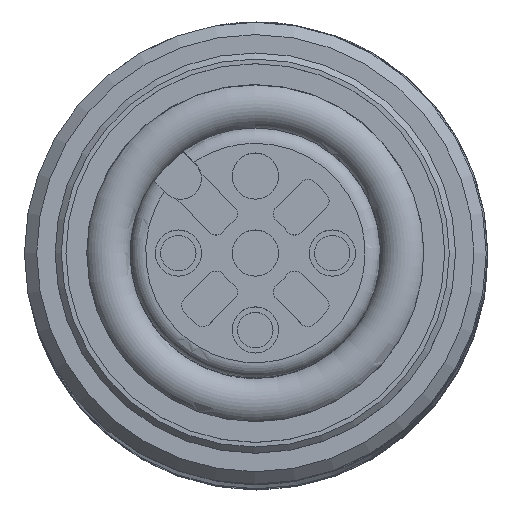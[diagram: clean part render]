
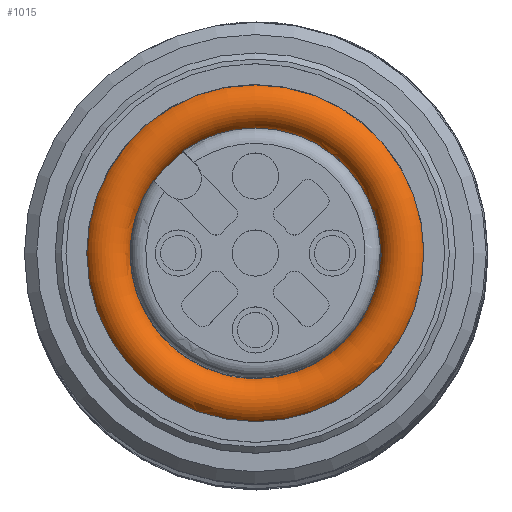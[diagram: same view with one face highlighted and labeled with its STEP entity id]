
A CAD part, top view. The second image highlights one B-rep face of the part: STEP entity #1015.
In plain terms, the highlighted toroidal (fillet/blend) face has major radius 4.812 mm and minor radius 0.775 mm.
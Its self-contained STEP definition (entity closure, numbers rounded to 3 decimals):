
#144=(
BOUNDED_CURVE()
B_SPLINE_CURVE(2,(#7292,#7293,#7294,#7295,#7296),.UNSPECIFIED.,.F.,.F.)
B_SPLINE_CURVE_WITH_KNOTS((3,2,3),(0.,0.187,1.),
 .UNSPECIFIED.)
CURVE()
GEOMETRIC_REPRESENTATION_ITEM()
RATIONAL_B_SPLINE_CURVE((0.847,0.906,1.,0.591,
0.851))
REPRESENTATION_ITEM('')
);
#145=(
BOUNDED_CURVE()
B_SPLINE_CURVE(2,(#7300,#7301,#7302,#7303,#7304,#7305,#7306),
 .UNSPECIFIED.,.F.,.F.)
B_SPLINE_CURVE_WITH_KNOTS((3,2,2,3),(0.,0.062,0.5,1.),
 .UNSPECIFIED.)
CURVE()
GEOMETRIC_REPRESENTATION_ITEM()
RATIONAL_B_SPLINE_CURVE((1.,0.991,1.,0.5,1.,0.764,
1.))
REPRESENTATION_ITEM('')
);
#407=B_SPLINE_CURVE_WITH_KNOTS('',3,(#7278,#7279,#7280,#7281,#7282,#7283,
#7284,#7285,#7286,#7287),.UNSPECIFIED.,.F.,.F.,(4,3,3,4),(0.,0.351,
0.702,1.),.UNSPECIFIED.);
#410=B_SPLINE_CURVE_WITH_KNOTS('',3,(#7311,#7312,#7313,#7314,#7315,#7316,
#7317,#7318,#7319,#7320),.UNSPECIFIED.,.F.,.F.,(4,3,3,4),(0.,0.348,
0.696,1.),.UNSPECIFIED.);
#734=TOROIDAL_SURFACE('',#5561,4.812,0.775);
#793=FACE_BOUND('',#1798,.T.);
#794=FACE_BOUND('',#1799,.T.);
#1015=ADVANCED_FACE('F257',(#793,#794),#734,.T.);
#1798=EDGE_LOOP('',(#2671,#2672,#2673,#2674,#2675,#2676));
#1799=EDGE_LOOP('',(#2677));
#2191=CIRCLE('',#5418,4.22);
#2267=CIRCLE('',#5557,4.062);
#2268=CIRCLE('',#5560,5.475);
#2671=ORIENTED_EDGE('',*,*,#4570,.F.);
#2672=ORIENTED_EDGE('',*,*,#4439,.T.);
#2673=ORIENTED_EDGE('',*,*,#4576,.F.);
#2674=ORIENTED_EDGE('',*,*,#4574,.F.);
#2675=ORIENTED_EDGE('',*,*,#4573,.F.);
#2676=ORIENTED_EDGE('',*,*,#4572,.F.);
#2677=ORIENTED_EDGE('',*,*,#4577,.T.);
#3928=VERTEX_POINT('',#6947);
#3929=VERTEX_POINT('',#6949);
#4026=VERTEX_POINT('',#7288);
#4027=VERTEX_POINT('',#7297);
#4028=VERTEX_POINT('',#7299);
#4029=VERTEX_POINT('',#7307);
#4030=VERTEX_POINT('',#7323);
#4439=EDGE_CURVE('',#3929,#3928,#2191,.T.);
#4570=EDGE_CURVE('E568',#3929,#4026,#407,.T.);
#4572=EDGE_CURVE('E567',#4026,#4027,#144,.T.);
#4573=EDGE_CURVE('E566',#4027,#4028,#2267,.T.);
#4574=EDGE_CURVE('E572',#4028,#4029,#145,.T.);
#4576=EDGE_CURVE('E570',#4029,#3928,#410,.T.);
#4577=EDGE_CURVE('E299',#4030,#4030,#2268,.T.);
#5418=AXIS2_PLACEMENT_3D('',#6948,#5893,#5894);
#5557=AXIS2_PLACEMENT_3D('',#7298,#6220,#6221);
#5560=AXIS2_PLACEMENT_3D('',#7322,#6226,#6227);
#5561=AXIS2_PLACEMENT_3D('',#7324,#6228,#6229);
#5893=DIRECTION('',(0.,0.,-1.));
#5894=DIRECTION('',(0.,1.,0.));
#6220=DIRECTION('',(0.,0.,1.));
#6221=DIRECTION('',(0.,-1.,0.));
#6226=DIRECTION('',(0.,0.,1.));
#6227=DIRECTION('',(0.,-1.,0.));
#6228=DIRECTION('',(0.,0.,1.));
#6229=DIRECTION('',(0.,-1.,0.));
#6947=CARTESIAN_POINT('',(57.531,63.423,1.2));
#6948=CARTESIAN_POINT('',(60.,60.,1.2));
#6949=CARTESIAN_POINT('',(56.577,62.469,1.2));
#7278=CARTESIAN_POINT('',(56.577,62.469,1.2));
#7279=CARTESIAN_POINT('',(56.617,62.429,1.266));
#7280=CARTESIAN_POINT('',(56.649,62.397,1.342));
#7281=CARTESIAN_POINT('',(56.671,62.374,1.422));
#7282=CARTESIAN_POINT('',(56.693,62.352,1.503));
#7283=CARTESIAN_POINT('',(56.706,62.34,1.59));
#7284=CARTESIAN_POINT('',(56.708,62.338,1.676));
#7285=CARTESIAN_POINT('',(56.709,62.336,1.75));
#7286=CARTESIAN_POINT('',(56.703,62.342,1.824));
#7287=CARTESIAN_POINT('',(56.69,62.355,1.895));
#7288=CARTESIAN_POINT('',(56.69,62.355,1.895));
#7292=CARTESIAN_POINT('',(56.69,62.355,1.895));
#7293=CARTESIAN_POINT('',(56.265,61.759,1.895));
#7294=CARTESIAN_POINT('',(56.076,61.051,1.895));
#7295=CARTESIAN_POINT('',(54.818,56.357,1.895));
#7296=CARTESIAN_POINT('',(59.661,55.952,1.895));
#7297=CARTESIAN_POINT('',(59.661,55.952,1.895));
#7298=CARTESIAN_POINT('',(60.,60.,1.895));
#7299=CARTESIAN_POINT('',(60.,55.938,1.895));
#7300=CARTESIAN_POINT('',(60.,55.937,1.895));
#7301=CARTESIAN_POINT('',(60.535,55.937,1.895));
#7302=CARTESIAN_POINT('',(61.051,56.076,1.895));
#7303=CARTESIAN_POINT('',(67.848,57.897,1.895));
#7304=CARTESIAN_POINT('',(62.873,62.873,1.895));
#7305=CARTESIAN_POINT('',(60.444,65.302,1.895));
#7306=CARTESIAN_POINT('',(57.645,63.31,1.895));
#7307=CARTESIAN_POINT('',(57.645,63.31,1.895));
#7311=CARTESIAN_POINT('',(57.645,63.31,1.895));
#7312=CARTESIAN_POINT('',(57.66,63.295,1.812));
#7313=CARTESIAN_POINT('',(57.666,63.289,1.725));
#7314=CARTESIAN_POINT('',(57.661,63.294,1.639));
#7315=CARTESIAN_POINT('',(57.656,63.299,1.554));
#7316=CARTESIAN_POINT('',(57.641,63.314,1.469));
#7317=CARTESIAN_POINT('',(57.616,63.338,1.39));
#7318=CARTESIAN_POINT('',(57.595,63.36,1.322));
#7319=CARTESIAN_POINT('',(57.566,63.389,1.257));
#7320=CARTESIAN_POINT('',(57.531,63.423,1.2));
#7322=CARTESIAN_POINT('',(60.,60.,2.102));
#7323=CARTESIAN_POINT('',(60.,54.525,2.102));
#7324=CARTESIAN_POINT('',(60.,60.,1.7));
